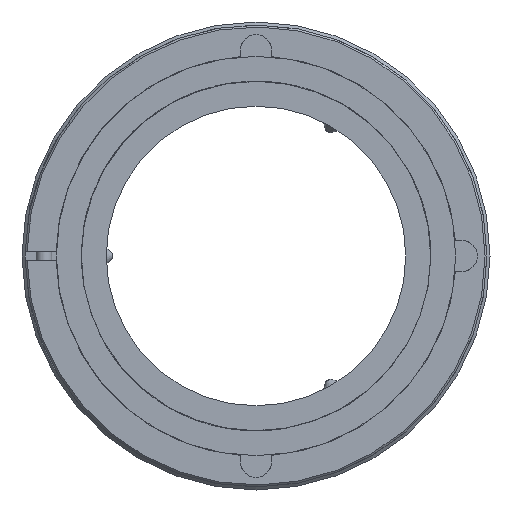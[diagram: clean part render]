
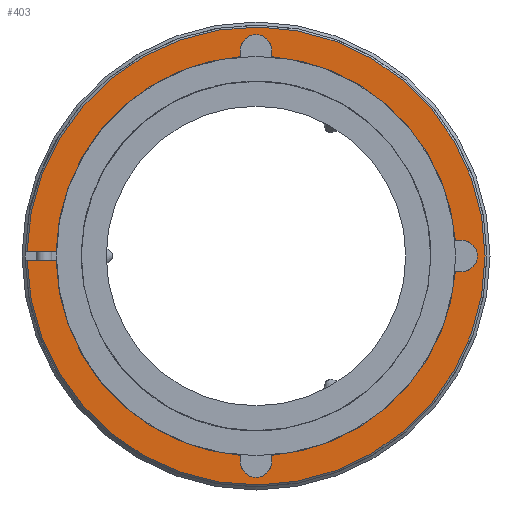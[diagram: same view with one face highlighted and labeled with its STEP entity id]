
A CAD part, left-side view. The second image highlights one B-rep face of the part: STEP entity #403.
In plain terms, the highlighted planar face has unit normal (-1, 0, 0).
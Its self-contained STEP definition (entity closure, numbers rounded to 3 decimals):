
#139=PLANE('',#5376);
#231=FACE_OUTER_BOUND('',#949,.T.);
#403=ADVANCED_FACE('',(#231),#139,.F.);
#949=EDGE_LOOP('',(#1927,#1928,#1929,#1930,#1931,#1932,#1933,#1934,#1935,
#1936,#1937,#1938,#1939,#1940,#1941,#1942));
#1769=CIRCLE('',#5368,32.05);
#1770=CIRCLE('',#5369,2.5);
#1771=CIRCLE('',#5370,32.05);
#1772=CIRCLE('',#5371,2.5);
#1773=CIRCLE('',#5372,32.05);
#1774=CIRCLE('',#5373,36.7);
#1775=CIRCLE('',#5374,32.05);
#1776=CIRCLE('',#5375,2.5);
#1927=ORIENTED_EDGE('',*,*,#4186,.F.);
#1928=ORIENTED_EDGE('',*,*,#4187,.F.);
#1929=ORIENTED_EDGE('',*,*,#4188,.F.);
#1930=ORIENTED_EDGE('',*,*,#4189,.F.);
#1931=ORIENTED_EDGE('',*,*,#4190,.F.);
#1932=ORIENTED_EDGE('',*,*,#4191,.F.);
#1933=ORIENTED_EDGE('',*,*,#4192,.F.);
#1934=ORIENTED_EDGE('',*,*,#4193,.F.);
#1935=ORIENTED_EDGE('',*,*,#4194,.F.);
#1936=ORIENTED_EDGE('',*,*,#4195,.F.);
#1937=ORIENTED_EDGE('',*,*,#4196,.F.);
#1938=ORIENTED_EDGE('',*,*,#4197,.T.);
#1939=ORIENTED_EDGE('',*,*,#4198,.F.);
#1940=ORIENTED_EDGE('',*,*,#4199,.F.);
#1941=ORIENTED_EDGE('',*,*,#4200,.F.);
#1942=ORIENTED_EDGE('',*,*,#4201,.F.);
#3510=VERTEX_POINT('',#6770);
#3511=VERTEX_POINT('',#6771);
#3512=VERTEX_POINT('',#6773);
#3513=VERTEX_POINT('',#6775);
#3514=VERTEX_POINT('',#6777);
#3515=VERTEX_POINT('',#6779);
#3516=VERTEX_POINT('',#6781);
#3517=VERTEX_POINT('',#6783);
#3518=VERTEX_POINT('',#6785);
#3519=VERTEX_POINT('',#6787);
#3520=VERTEX_POINT('',#6789);
#3521=VERTEX_POINT('',#6791);
#3522=VERTEX_POINT('',#6793);
#3523=VERTEX_POINT('',#6795);
#3524=VERTEX_POINT('',#6797);
#3525=VERTEX_POINT('',#6799);
#4186=EDGE_CURVE('',#3510,#3511,#4972,.T.);
#4187=EDGE_CURVE('',#3512,#3510,#1769,.T.);
#4188=EDGE_CURVE('',#3513,#3512,#4973,.T.);
#4189=EDGE_CURVE('',#3514,#3513,#1770,.T.);
#4190=EDGE_CURVE('',#3515,#3514,#4974,.T.);
#4191=EDGE_CURVE('',#3516,#3515,#1771,.T.);
#4192=EDGE_CURVE('',#3517,#3516,#4975,.T.);
#4193=EDGE_CURVE('',#3518,#3517,#1772,.T.);
#4194=EDGE_CURVE('',#3519,#3518,#4976,.T.);
#4195=EDGE_CURVE('',#3520,#3519,#1773,.T.);
#4196=EDGE_CURVE('',#3521,#3520,#4977,.T.);
#4197=EDGE_CURVE('',#3521,#3522,#1774,.T.);
#4198=EDGE_CURVE('',#3523,#3522,#4978,.T.);
#4199=EDGE_CURVE('',#3524,#3523,#1775,.T.);
#4200=EDGE_CURVE('',#3525,#3524,#4979,.T.);
#4201=EDGE_CURVE('',#3511,#3525,#1776,.T.);
#4972=LINE('',#6769,#5168);
#4973=LINE('',#6774,#5169);
#4974=LINE('',#6778,#5170);
#4975=LINE('',#6782,#5171);
#4976=LINE('',#6786,#5172);
#4977=LINE('',#6790,#5173);
#4978=LINE('',#6794,#5174);
#4979=LINE('',#6798,#5175);
#5168=VECTOR('',#5767,1.);
#5169=VECTOR('',#5770,1.);
#5170=VECTOR('',#5773,1.);
#5171=VECTOR('',#5776,1.);
#5172=VECTOR('',#5779,1.);
#5173=VECTOR('',#5782,1.);
#5174=VECTOR('',#5785,1.);
#5175=VECTOR('',#5788,1.);
#5368=AXIS2_PLACEMENT_3D('',#6772,#5768,#5769);
#5369=AXIS2_PLACEMENT_3D('',#6776,#5771,#5772);
#5370=AXIS2_PLACEMENT_3D('',#6780,#5774,#5775);
#5371=AXIS2_PLACEMENT_3D('',#6784,#5777,#5778);
#5372=AXIS2_PLACEMENT_3D('',#6788,#5780,#5781);
#5373=AXIS2_PLACEMENT_3D('',#6792,#5783,#5784);
#5374=AXIS2_PLACEMENT_3D('',#6796,#5786,#5787);
#5375=AXIS2_PLACEMENT_3D('',#6800,#5789,#5790);
#5376=AXIS2_PLACEMENT_3D('',#6801,#5791,#5792);
#5767=DIRECTION('',(0.,0.,1.));
#5768=DIRECTION('',(-1.,0.,0.));
#5769=DIRECTION('',(0.,1.,0.));
#5770=DIRECTION('',(0.,1.,0.));
#5771=DIRECTION('',(-1.,0.,0.));
#5772=DIRECTION('',(0.,-1.,0.));
#5773=DIRECTION('',(0.,-1.,0.));
#5774=DIRECTION('',(-1.,0.,0.));
#5775=DIRECTION('',(0.,1.,0.));
#5776=DIRECTION('',(0.,0.,1.));
#5777=DIRECTION('',(-1.,0.,0.));
#5778=DIRECTION('',(0.,-1.,0.));
#5779=DIRECTION('',(0.,0.,-1.));
#5780=DIRECTION('',(-1.,0.,0.));
#5781=DIRECTION('',(0.,1.,0.));
#5782=DIRECTION('',(0.,-1.,0.));
#5783=DIRECTION('',(-1.,0.,0.));
#5784=DIRECTION('',(0.,1.,0.));
#5785=DIRECTION('',(0.,1.,0.));
#5786=DIRECTION('',(-1.,0.,0.));
#5787=DIRECTION('',(0.,1.,0.));
#5788=DIRECTION('',(0.,0.,-1.));
#5789=DIRECTION('',(-1.,0.,0.));
#5790=DIRECTION('',(0.,-1.,0.));
#5791=DIRECTION('',(1.,0.,0.));
#5792=DIRECTION('',(0.,-1.,0.));
#6769=CARTESIAN_POINT('',(19.,-2.5,-36.7));
#6770=CARTESIAN_POINT('',(19.,-2.5,31.952));
#6771=CARTESIAN_POINT('',(19.,-2.5,33.));
#6772=CARTESIAN_POINT('',(19.,0.,0.));
#6773=CARTESIAN_POINT('',(19.,-31.952,2.5));
#6774=CARTESIAN_POINT('',(19.,0.,2.5));
#6775=CARTESIAN_POINT('',(19.,-33.,2.5));
#6776=CARTESIAN_POINT('',(19.,-33.,0.));
#6777=CARTESIAN_POINT('',(19.,-33.,-2.5));
#6778=CARTESIAN_POINT('',(19.,0.,-2.5));
#6779=CARTESIAN_POINT('',(19.,-31.952,-2.5));
#6780=CARTESIAN_POINT('',(19.,0.,0.));
#6781=CARTESIAN_POINT('',(19.,-2.5,-31.952));
#6782=CARTESIAN_POINT('',(19.,-2.5,-36.7));
#6783=CARTESIAN_POINT('',(19.,-2.5,-33.));
#6784=CARTESIAN_POINT('',(19.,0.,-33.));
#6785=CARTESIAN_POINT('',(19.,2.5,-33.));
#6786=CARTESIAN_POINT('',(19.,2.5,-36.7));
#6787=CARTESIAN_POINT('',(19.,2.5,-31.952));
#6788=CARTESIAN_POINT('',(19.,0.,0.));
#6789=CARTESIAN_POINT('',(19.,32.041,-0.75));
#6790=CARTESIAN_POINT('',(19.,0.,-0.75));
#6791=CARTESIAN_POINT('',(19.,36.692,-0.75));
#6792=CARTESIAN_POINT('',(19.,0.,0.));
#6793=CARTESIAN_POINT('',(19.,36.692,0.75));
#6794=CARTESIAN_POINT('',(19.,0.,0.75));
#6795=CARTESIAN_POINT('',(19.,32.041,0.75));
#6796=CARTESIAN_POINT('',(19.,0.,0.));
#6797=CARTESIAN_POINT('',(19.,2.5,31.952));
#6798=CARTESIAN_POINT('',(19.,2.5,-36.7));
#6799=CARTESIAN_POINT('',(19.,2.5,33.));
#6800=CARTESIAN_POINT('',(19.,0.,33.));
#6801=CARTESIAN_POINT('',(19.,0.,-36.7));
